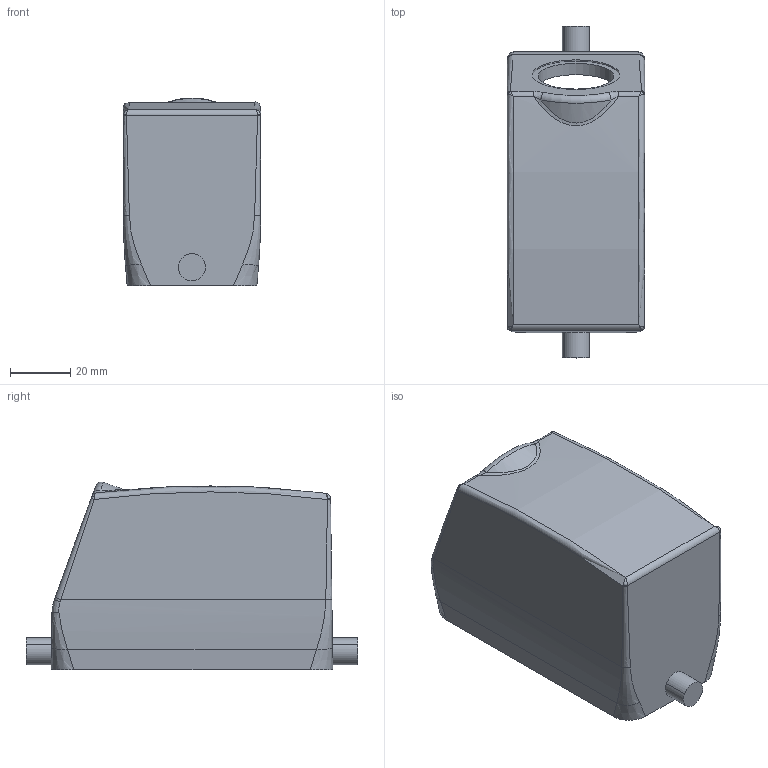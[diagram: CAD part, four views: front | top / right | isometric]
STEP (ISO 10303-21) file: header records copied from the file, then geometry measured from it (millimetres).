
FILE_DESCRIPTION(('CATIA V5 STEP Exchange','CAx-IF Rec.Pracs.--- Model Styling and Organization---1.4--- 2014-01-23'),'2;1');
FILE_NAME ('021646-2_1', '2019-07-24T05:34:56+00:00', ('none'), ('Weidmueller'), 'CATIA Version 5-6 Release 2016 SP3 HF44', 'CATIA V5 STEP AP214', 'none');
FILE_SCHEMA(('AUTOMOTIVE_DESIGN { 1 0 10303 214 1 1 1 1 }'));
Length unit declared in the file: millimetre
Products named in the file (1): 1788200000
Bounding box: 45.5 x 110 x 62.26 mm (x, y, z)
Volume: 80757.3 mm3; surface area: 35913.6 mm2
Topology: 1 solids, 1 shells, 95 faces, 231 edges, 142 vertices
Faces by surface type: cylinder 33, plane 32, bspline 27, torus 3
Entity records: 4845 total; most frequent: CARTESIAN_POINT 2961, ORIENTED_EDGE 454, DIRECTION 237, EDGE_CURVE 227, VERTEX_POINT 142, EDGE_LOOP 105, AXIS2_PLACEMENT_3D 102, ADVANCED_FACE 95
